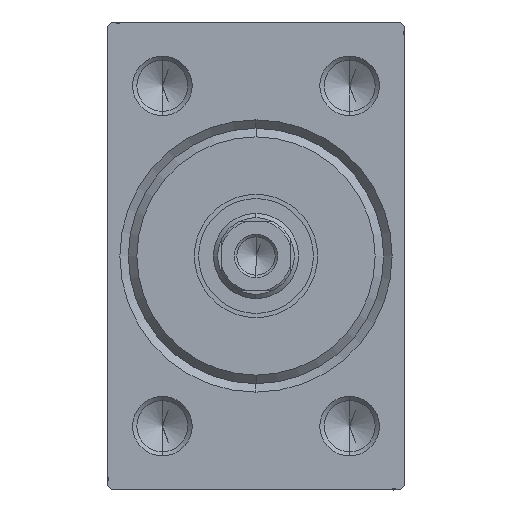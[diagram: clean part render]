
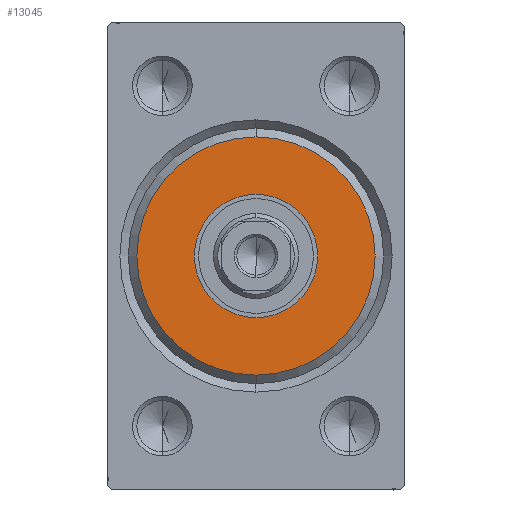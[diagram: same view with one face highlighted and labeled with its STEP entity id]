
A CAD part, left-side view. The second image highlights one B-rep face of the part: STEP entity #13045.
In plain terms, the highlighted face is planar.
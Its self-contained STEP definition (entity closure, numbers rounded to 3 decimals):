
#156 = DIRECTION ( 'NONE',  ( 1., 0., 0. ) ) ;
#1543 = EDGE_CURVE ( 'NONE', #16777, #26406, #39937, .T. ) ;
#1710 = CIRCLE ( 'NONE', #16127, 7.25 ) ;
#1800 = CARTESIAN_POINT ( 'NONE',  ( 3., 0., 0. ) ) ;
#2082 = DIRECTION ( 'NONE',  ( 0., 0., -1. ) ) ;
#2587 = EDGE_LOOP ( 'NONE', ( #43233, #36002 ) ) ;
#4522 = EDGE_LOOP ( 'NONE', ( #28231, #38855 ) ) ;
#6393 = CARTESIAN_POINT ( 'NONE',  ( 3., 0., -7.25 ) ) ;
#6713 = PLANE ( 'NONE',  #42432 ) ;
#7645 = CARTESIAN_POINT ( 'NONE',  ( 3., 0., 0. ) ) ;
#8859 = CARTESIAN_POINT ( 'NONE',  ( 3., 0., 0. ) ) ;
#10582 = VERTEX_POINT ( 'NONE', #32830 ) ;
#13045 = ADVANCED_FACE ( 'NONE', ( #24343, #41101 ), #6713, .T. ) ;
#15336 = AXIS2_PLACEMENT_3D ( 'NONE', #7645, #38853, #21439 ) ;
#15587 = DIRECTION ( 'NONE',  ( 0., 0., -1. ) ) ;
#15650 = DIRECTION ( 'NONE',  ( 1., 0., 0. ) ) ;
#16127 = AXIS2_PLACEMENT_3D ( 'NONE', #23843, #16837, #19801 ) ;
#16777 = VERTEX_POINT ( 'NONE', #44297 ) ;
#16837 = DIRECTION ( 'NONE',  ( 1., 0., 0. ) ) ;
#17510 = EDGE_CURVE ( 'NONE', #26406, #16777, #33947, .T. ) ;
#18939 = CIRCLE ( 'NONE', #26181, 7.25 ) ;
#19801 = DIRECTION ( 'NONE',  ( 0., 0., -1. ) ) ;
#20516 = CARTESIAN_POINT ( 'NONE',  ( 3., 0., 0. ) ) ;
#21439 = DIRECTION ( 'NONE',  ( 0., 0., -1. ) ) ;
#23843 = CARTESIAN_POINT ( 'NONE',  ( 3., 0., 0. ) ) ;
#24343 = FACE_OUTER_BOUND ( 'NONE', #4522, .T. ) ;
#26181 = AXIS2_PLACEMENT_3D ( 'NONE', #8859, #15650, #2082 ) ;
#26406 = VERTEX_POINT ( 'NONE', #31870 ) ;
#26657 = DIRECTION ( 'NONE',  ( 1., 0., 0. ) ) ;
#27509 = DIRECTION ( 'NONE',  ( 0., 0., -1. ) ) ;
#28231 = ORIENTED_EDGE ( 'NONE', *, *, #17510, .T. ) ;
#28767 = VERTEX_POINT ( 'NONE', #6393 ) ;
#31870 = CARTESIAN_POINT ( 'NONE',  ( 3., 0., 14. ) ) ;
#32830 = CARTESIAN_POINT ( 'NONE',  ( 3., 0., 7.25 ) ) ;
#33947 = CIRCLE ( 'NONE', #44065, 14. ) ;
#36002 = ORIENTED_EDGE ( 'NONE', *, *, #41548, .F. ) ;
#38505 = EDGE_CURVE ( 'NONE', #28767, #10582, #18939, .T. ) ;
#38853 = DIRECTION ( 'NONE',  ( 1., 0., 0. ) ) ;
#38855 = ORIENTED_EDGE ( 'NONE', *, *, #1543, .T. ) ;
#39937 = CIRCLE ( 'NONE', #15336, 14. ) ;
#41101 = FACE_BOUND ( 'NONE', #2587, .T. ) ;
#41548 = EDGE_CURVE ( 'NONE', #10582, #28767, #1710, .T. ) ;
#42432 = AXIS2_PLACEMENT_3D ( 'NONE', #20516, #156, #27509 ) ;
#43233 = ORIENTED_EDGE ( 'NONE', *, *, #38505, .F. ) ;
#44065 = AXIS2_PLACEMENT_3D ( 'NONE', #1800, #26657, #15587 ) ;
#44297 = CARTESIAN_POINT ( 'NONE',  ( 3., 0., -14. ) ) ;
